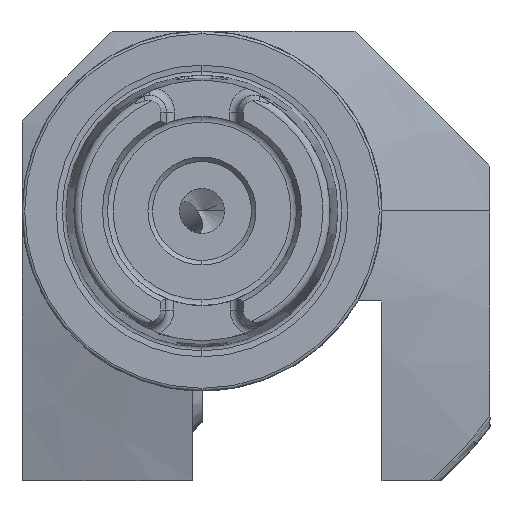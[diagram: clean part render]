
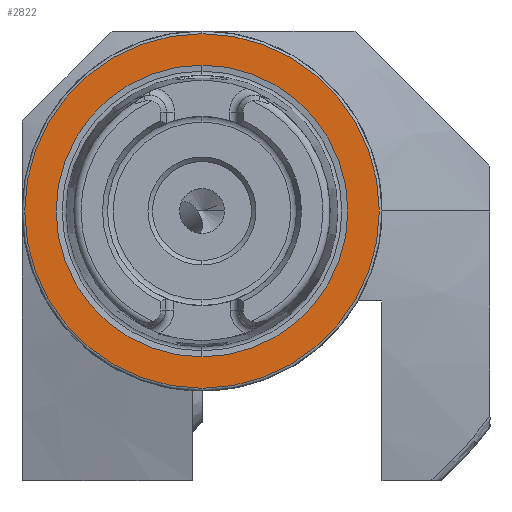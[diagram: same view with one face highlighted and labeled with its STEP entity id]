
A CAD part, left-side view. The second image highlights one B-rep face of the part: STEP entity #2822.
In plain terms, the highlighted planar face has unit normal (-1, 0, 0).
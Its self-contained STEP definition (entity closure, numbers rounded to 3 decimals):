
#195 = CARTESIAN_POINT ( 'NONE',  ( 0., 0., -16.207 ) ) ;
#211 = CARTESIAN_POINT ( 'NONE',  ( 0., 0., 16.207 ) ) ;
#213 = CARTESIAN_POINT ( 'NONE',  ( 0., 0., 19.7 ) ) ;
#214 = CARTESIAN_POINT ( 'NONE',  ( 0., 0., -19.7 ) ) ;
#911 = VERTEX_POINT ( 'NONE', #195 ) ;
#916 = VERTEX_POINT ( 'NONE', #211 ) ;
#918 = VERTEX_POINT ( 'NONE', #213 ) ;
#919 = VERTEX_POINT ( 'NONE', #214 ) ;
#1423 = CARTESIAN_POINT ( 'NONE',  ( 0., 0., 0. ) ) ;
#1424 = DIRECTION ( 'NONE',  ( -1., 0., 0. ) ) ;
#1425 = DIRECTION ( 'NONE',  ( 0., 0., 1. ) ) ;
#1434 = CARTESIAN_POINT ( 'NONE',  ( 0., 0., 0. ) ) ;
#1435 = DIRECTION ( 'NONE',  ( -1., 0., 0. ) ) ;
#1436 = DIRECTION ( 'NONE',  ( 0., 0., 1. ) ) ;
#1999 = ORIENTED_EDGE ( 'NONE', *, *, #7384, .T. ) ;
#2000 = ORIENTED_EDGE ( 'NONE', *, *, #7197, .T. ) ;
#2001 = ORIENTED_EDGE ( 'NONE', *, *, #7201, .F. ) ;
#2002 = ORIENTED_EDGE ( 'NONE', *, *, #7385, .F. ) ;
#2196 = EDGE_LOOP ( 'NONE', ( #2002, #2001 ) ) ;
#2257 = EDGE_LOOP ( 'NONE', ( #2000, #1999 ) ) ;
#2822 = ADVANCED_FACE ( 'NONE', ( #6832, #6825 ), #7609, .F. ) ;
#4137 = CIRCLE ( 'NONE', #5789, 19.7 ) ;
#4138 = CIRCLE ( 'NONE', #5790, 16.207 ) ;
#5722 = AXIS2_PLACEMENT_3D ( 'NONE', #1423, #1424, #1425 ) ;
#5725 = AXIS2_PLACEMENT_3D ( 'NONE', #1434, #1435, #1436 ) ;
#5789 = AXIS2_PLACEMENT_3D ( 'NONE', #8921, #8922, #8923 ) ;
#5790 = AXIS2_PLACEMENT_3D ( 'NONE', #8924, #8925, #8926 ) ;
#6431 = AXIS2_PLACEMENT_3D ( 'NONE', #7611, #7612, #7613 ) ;
#6825 = FACE_OUTER_BOUND ( 'NONE', #2257, .T. ) ;
#6832 = FACE_BOUND ( 'NONE', #2196, .T. ) ;
#7133 = CIRCLE ( 'NONE', #5722, 19.7 ) ;
#7137 = CIRCLE ( 'NONE', #5725, 16.207 ) ;
#7197 = EDGE_CURVE ( 'NONE', #918, #919, #7133, .T. ) ;
#7201 = EDGE_CURVE ( 'NONE', #911, #916, #7137, .T. ) ;
#7384 = EDGE_CURVE ( 'NONE', #919, #918, #4137, .T. ) ;
#7385 = EDGE_CURVE ( 'NONE', #916, #911, #4138, .T. ) ;
#7609 = PLANE ( 'NONE',  #6431 ) ;
#7611 = CARTESIAN_POINT ( 'NONE',  ( 0., 19.7, 0. ) ) ;
#7612 = DIRECTION ( 'NONE',  ( 1., 0., 0. ) ) ;
#7613 = DIRECTION ( 'NONE',  ( 0., 0., -1. ) ) ;
#8921 = CARTESIAN_POINT ( 'NONE',  ( 0., 0., 0. ) ) ;
#8922 = DIRECTION ( 'NONE',  ( -1., 0., 0. ) ) ;
#8923 = DIRECTION ( 'NONE',  ( 0., 0., 1. ) ) ;
#8924 = CARTESIAN_POINT ( 'NONE',  ( 0., 0., 0. ) ) ;
#8925 = DIRECTION ( 'NONE',  ( -1., 0., 0. ) ) ;
#8926 = DIRECTION ( 'NONE',  ( 0., 0., 1. ) ) ;
